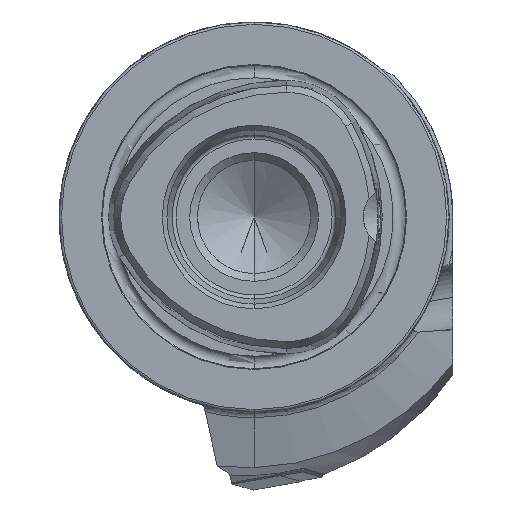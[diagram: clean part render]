
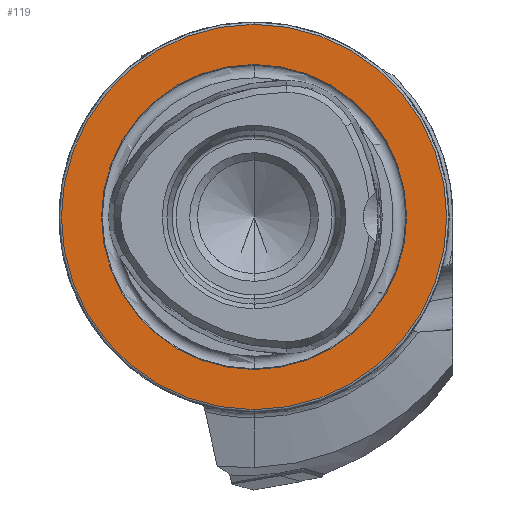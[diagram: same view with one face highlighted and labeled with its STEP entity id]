
A CAD part, left-side view. The second image highlights one B-rep face of the part: STEP entity #119.
In plain terms, the highlighted planar face has unit normal (-1, 0, 0).
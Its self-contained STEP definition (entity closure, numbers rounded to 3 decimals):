
#119 = ADVANCED_FACE ( 'NONE', ( #4610, #4609 ), #4904, .F. ) ;
#582 = AXIS2_PLACEMENT_3D ( 'NONE', #4901, #4906, #4907 ) ;
#1412 = EDGE_LOOP ( 'NONE', ( #3904, #3905 ) ) ;
#1413 = EDGE_LOOP ( 'NONE', ( #3902, #3903 ) ) ;
#2720 = EDGE_CURVE ( 'NONE', #3455, #3457, #8706, .T. ) ;
#2724 = EDGE_CURVE ( 'NONE', #3459, #3460, #8714, .T. ) ;
#2998 = EDGE_CURVE ( 'NONE', #3460, #3459, #10386, .T. ) ;
#2999 = EDGE_CURVE ( 'NONE', #3457, #3455, #10387, .T. ) ;
#3455 = VERTEX_POINT ( 'NONE', #11695 ) ;
#3457 = VERTEX_POINT ( 'NONE', #11697 ) ;
#3459 = VERTEX_POINT ( 'NONE', #11699 ) ;
#3460 = VERTEX_POINT ( 'NONE', #11700 ) ;
#3902 = ORIENTED_EDGE ( 'NONE', *, *, #2999, .F. ) ;
#3903 = ORIENTED_EDGE ( 'NONE', *, *, #2720, .F. ) ;
#3904 = ORIENTED_EDGE ( 'NONE', *, *, #2724, .T. ) ;
#3905 = ORIENTED_EDGE ( 'NONE', *, *, #2998, .T. ) ;
#4609 = FACE_OUTER_BOUND ( 'NONE', #1412, .T. ) ;
#4610 = FACE_BOUND ( 'NONE', #1413, .T. ) ;
#4901 = CARTESIAN_POINT ( 'NONE',  ( 0., 19.55, 0. ) ) ;
#4904 = PLANE ( 'NONE',  #582 ) ;
#4906 = DIRECTION ( 'NONE',  ( 1., 0., 0. ) ) ;
#4907 = DIRECTION ( 'NONE',  ( 0., 0., -1. ) ) ;
#5504 = AXIS2_PLACEMENT_3D ( 'NONE', #9417, #9418, #9419 ) ;
#5507 = AXIS2_PLACEMENT_3D ( 'NONE', #9428, #9429, #9430 ) ;
#8706 = CIRCLE ( 'NONE', #5504, 19.55 ) ;
#8714 = CIRCLE ( 'NONE', #5507, 24.7 ) ;
#9417 = CARTESIAN_POINT ( 'NONE',  ( 0., 0., 0. ) ) ;
#9418 = DIRECTION ( 'NONE',  ( -1., 0., 0. ) ) ;
#9419 = DIRECTION ( 'NONE',  ( 0., 0., 1. ) ) ;
#9428 = CARTESIAN_POINT ( 'NONE',  ( 0., 0., 0. ) ) ;
#9429 = DIRECTION ( 'NONE',  ( -1., 0., 0. ) ) ;
#9430 = DIRECTION ( 'NONE',  ( 0., 0., 1. ) ) ;
#10386 = CIRCLE ( 'NONE', #11125, 24.7 ) ;
#10387 = CIRCLE ( 'NONE', #11126, 19.55 ) ;
#11125 = AXIS2_PLACEMENT_3D ( 'NONE', #11413, #11414, #11415 ) ;
#11126 = AXIS2_PLACEMENT_3D ( 'NONE', #11416, #11417, #11418 ) ;
#11413 = CARTESIAN_POINT ( 'NONE',  ( 0., 0., 0. ) ) ;
#11414 = DIRECTION ( 'NONE',  ( -1., 0., 0. ) ) ;
#11415 = DIRECTION ( 'NONE',  ( 0., 0., 1. ) ) ;
#11416 = CARTESIAN_POINT ( 'NONE',  ( 0., 0., 0. ) ) ;
#11417 = DIRECTION ( 'NONE',  ( -1., 0., 0. ) ) ;
#11418 = DIRECTION ( 'NONE',  ( 0., 0., 1. ) ) ;
#11695 = CARTESIAN_POINT ( 'NONE',  ( 0., 0., -19.55 ) ) ;
#11697 = CARTESIAN_POINT ( 'NONE',  ( 0., 0., 19.55 ) ) ;
#11699 = CARTESIAN_POINT ( 'NONE',  ( 0., 0., 24.7 ) ) ;
#11700 = CARTESIAN_POINT ( 'NONE',  ( 0., 0., -24.7 ) ) ;
